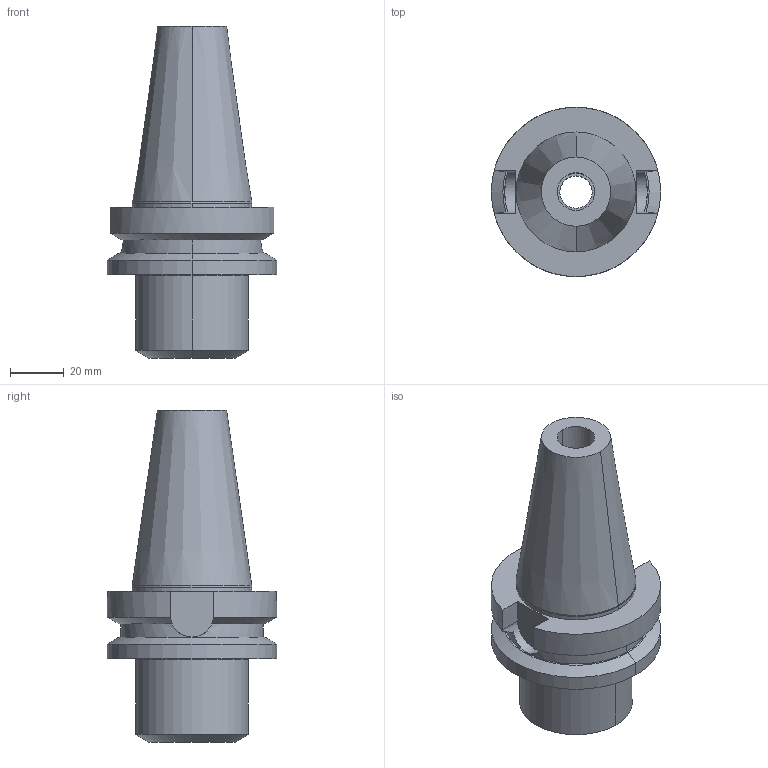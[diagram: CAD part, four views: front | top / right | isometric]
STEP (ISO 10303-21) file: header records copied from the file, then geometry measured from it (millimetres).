
FILE_DESCRIPTION((''),'2;1');
FILE_NAME('8343001269','2021-10-20T09:20:59',('thiemer'),(''),'CREO PARAMETRIC BY PTC INC, 2021164','CREO PARAMETRIC BY PTC INC, 2021164','');
FILE_SCHEMA(('AUTOMOTIVE_DESIGN { 1 0 10303 214 1 1 1 1 }'));
Length unit declared in the file: millimetre
Products named in the file (1): 8343001269
Bounding box: 63 x 63 x 123.4 mm (x, y, z)
Volume: 160044.1 mm3; surface area: 27559.9 mm2
Topology: 1 solids, 1 shells, 43 faces, 100 edges, 64 vertices
Faces by surface type: cylinder 16, plane 15, cone 10, torus 2
Entity records: 1918 total; most frequent: CARTESIAN_POINT 301, DIRECTION 262, ORIENTED_EDGE 200, PRESENTATION_STYLE_ASSIGNMENT 114, STYLED_ITEM 114, CURVE_STYLE 113, AXIS2_PLACEMENT_3D 105, EDGE_CURVE 100
